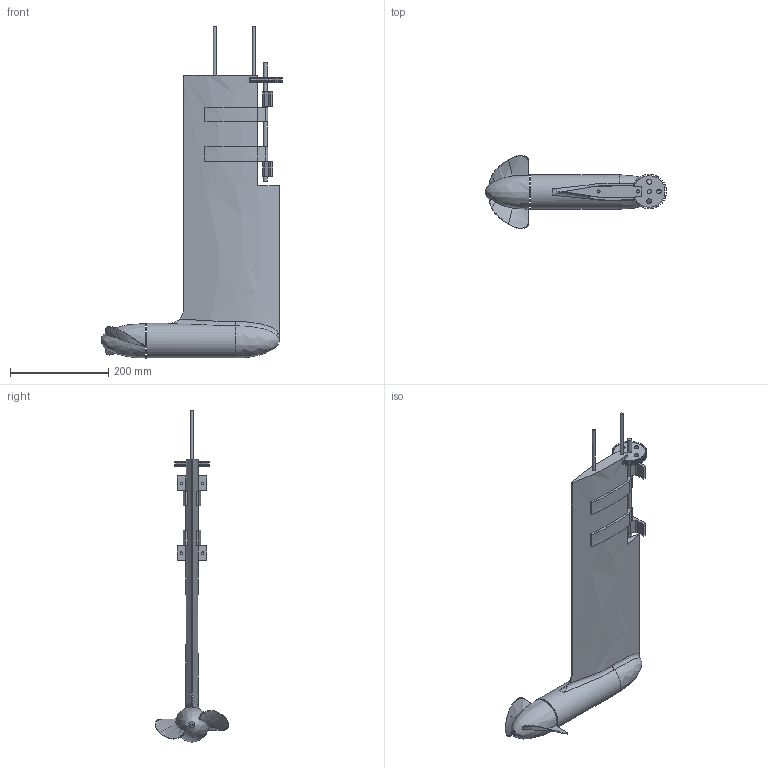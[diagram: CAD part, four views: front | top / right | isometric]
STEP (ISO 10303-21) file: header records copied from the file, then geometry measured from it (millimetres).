
FILE_DESCRIPTION(/* description */ (''),/* implementation_level */ '2;1');
FILE_NAME(/* name */ '3055649b-e2a7-4d84-afc0-f541ec4626ff.stp',/* time_stamp */ '2020-07-02T09:43:43+00:00',/* author */ (''),/* organization */ (''),/* preprocessor_version */ 'ST-DEVELOPER v18.1',/* originating_system */ 'Autodesk Translation Framework v9.3.0.1241',/* authorisation */ '');
FILE_SCHEMA (('AUTOMOTIVE_DESIGN { 1 0 10303 214 3 1 1 }'));
Length unit declared in the file: centimetre
Products named in the file (1): Motor
Bounding box: 367.86 x 149.23 x 675.15 mm (x, y, z)
Volume: 2922519.6 mm3; surface area: 352972.8 mm2
Topology: 3 solids, 3 shells, 269 faces, 738 edges, 488 vertices
Faces by surface type: plane 160, cylinder 67, bspline 36, cone 5, torus 1
Full cylindrical faces by diameter (mm): 4 x1, 5 x6, 6 x2, 8 x6, 10 x3, 19.5 x1, 20 x1, 21 x1, 70.3 x1
Entity records: 12564 total; most frequent: CARTESIAN_POINT 5820, ORIENTED_EDGE 1468, DIRECTION 1249, EDGE_CURVE 734, LINE 489, VECTOR 489, VERTEX_POINT 488, AXIS2_PLACEMENT_3D 380
